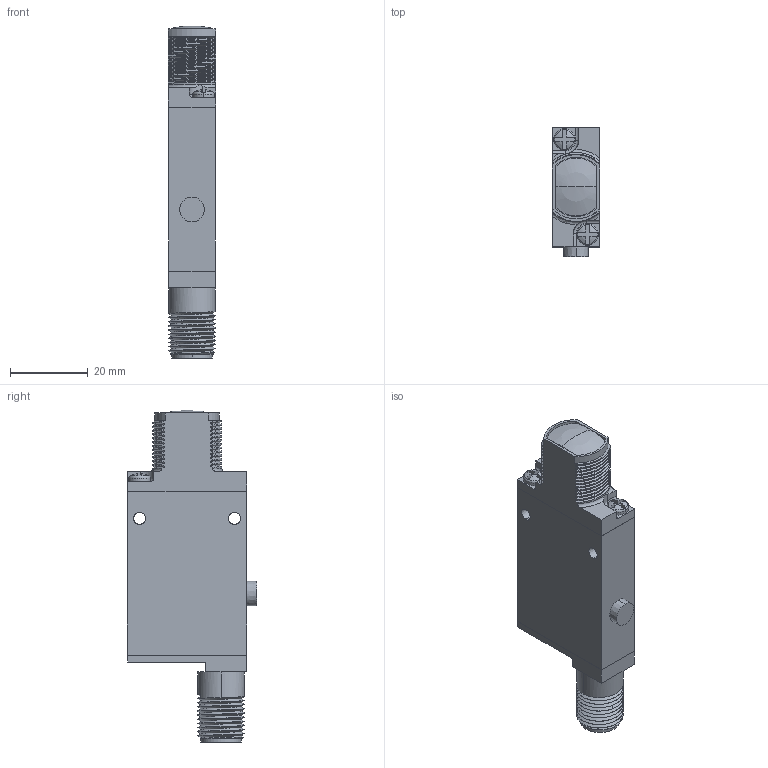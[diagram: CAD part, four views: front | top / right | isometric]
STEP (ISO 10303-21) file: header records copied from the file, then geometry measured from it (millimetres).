
FILE_DESCRIPTION((''),'2;1');
FILE_NAME('154466_SM01_ASM','2025-09-12T15:04:56',('banengservice'),('BANNER ENGINEERING'),'CREO PARAMETRIC BY PTC INC, 2022414','CREO PARAMETRIC BY PTC INC, 2022414','');
FILE_SCHEMA(('CONFIG_CONTROL_DESIGN'));
Length unit declared in the file: millimetre
Products named in the file (2): 154466_EP01; 154466_SM01_ASM
Assembly tree (1 placements, depth 2):
  154466_SM01_ASM
    154466_EP01
Bounding box: 12.09 x 33.32 x 85.4 mm (x, y, z)
Volume: 22470.8 mm3; surface area: 7944.3 mm2
Topology: 1 solids, 1 shells, 296 faces, 805 edges, 521 vertices
Faces by surface type: bspline 97, cylinder 89, plane 77, sphere 12, cone 11, torus 10
Entity records: 19914 total; most frequent: CARTESIAN_POINT 13111, ORIENTED_EDGE 1602, DIRECTION 1090, EDGE_CURVE 801, VERTEX_POINT 521, AXIS2_PLACEMENT_3D 381, VECTOR 328, LINE 328
